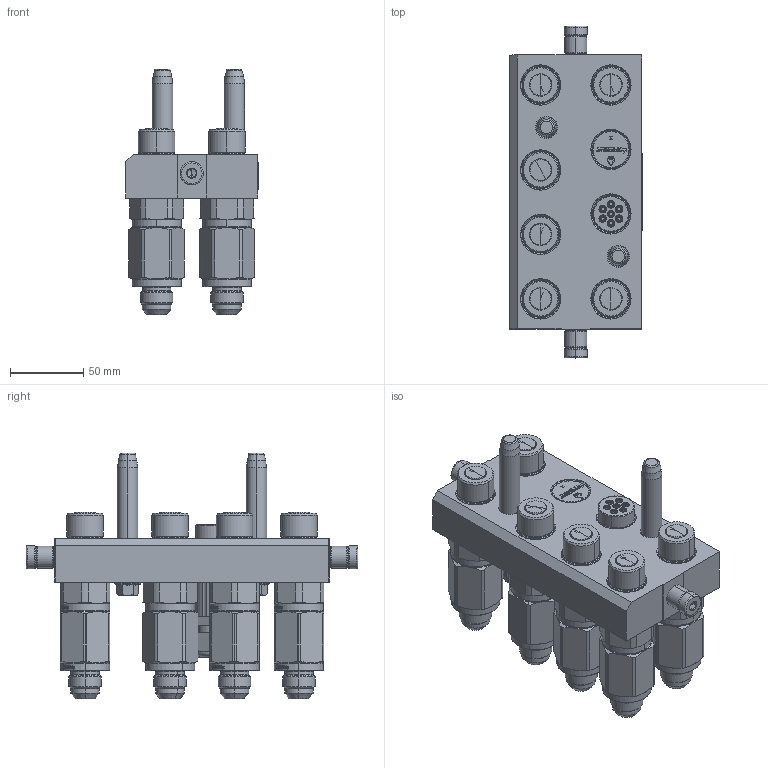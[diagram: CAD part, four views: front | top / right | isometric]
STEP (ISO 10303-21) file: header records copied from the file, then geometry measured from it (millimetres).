
FILE_DESCRIPTION (( 'STEP AP214' ), '1' );
FILE_NAME ('FASTER.step', '2023-01-26T15:24:56', ( '' ), ( '' ), 'SwSTEP 2.0', 'SolidWorks 2017', '' );
FILE_SCHEMA (( 'AUTOMOTIVE_DESIGN' ));
Length unit declared in the file: millimetre
Products named in the file (14): corspel08-7_m; 4830_044_0000_000; FASTER; 3ffnp1213_58sm; 4830_028_1000_011; et002; 4830_021_1000_000; conn_7p_m; TAPPO_12; 4850_010_0000_020; 4830_013_3000_030; P808_M_BASE; 1540_080_0008_000
Assembly tree (24 placements, depth 3):
  FASTER
    P808_M_BASE
      4850_010_0000_020
      4830_021_1000_000  x2
      1540_080_0008_000  x2
      4830_013_3000_030  x2
      4830_028_1000_011  x2
    3ffnp1213_58sm  x6
      3ffnp1213_58sm
    TAPPO_12
    conn_7p_m
      4830_044_0000_000  x3
      corspel08-7_m
    et002
Bounding box: 90.3 x 226.6 x 167.7 mm (x, y, z)
Volume: 14020.3 mm3; surface area: 212531.7 mm2
Topology: 4 solids, 85 shells, 3578 faces, 10684 edges, 7043 vertices
Faces by surface type: plane 1973, cylinder 713, cone 518, torus 200, bspline 168, sphere 6
Entity records: 81944 total; most frequent: CARTESIAN_POINT 19130, ORIENTED_EDGE 11146, DIRECTION 10579, EDGE_CURVE 5791, LINE 4095, VECTOR 4095, VERTEX_POINT 3783, AXIS2_PLACEMENT_3D 3242
